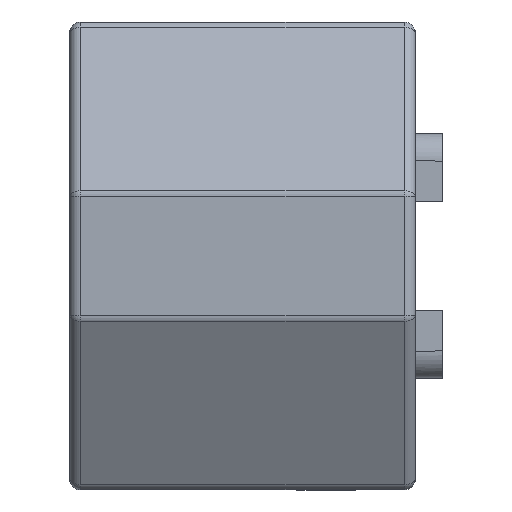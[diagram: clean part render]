
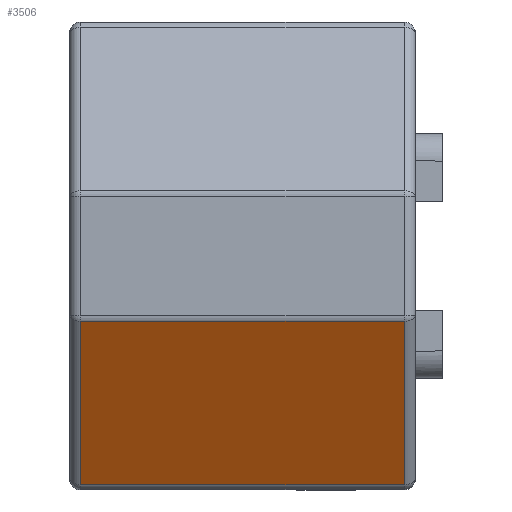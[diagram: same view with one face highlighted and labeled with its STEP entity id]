
A CAD part, left-side view. The second image highlights one B-rep face of the part: STEP entity #3506.
In plain terms, the highlighted planar face has unit normal (-0.866, 0, -0.5).
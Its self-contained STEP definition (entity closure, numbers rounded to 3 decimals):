
#39 = ORIENTED_EDGE ( 'NONE', *, *, #476, .T. ) ;
#169 = CARTESIAN_POINT ( 'NONE',  ( -16.973, 6.15, -1.199 ) ) ;
#224 = CARTESIAN_POINT ( 'NONE',  ( -15.24, 6.15, -4.2 ) ) ;
#475 = EDGE_LOOP ( 'NONE', ( #4144, #39, #1695, #2021 ) ) ;
#476 = EDGE_CURVE ( 'NONE', #5952, #3141, #2832, .T. ) ;
#857 = CARTESIAN_POINT ( 'NONE',  ( -15.24, 0.2, -4.2 ) ) ;
#981 = CARTESIAN_POINT ( 'NONE',  ( -13.249, -8.409, -7.649 ) ) ;
#1122 = EDGE_CURVE ( 'NONE', #6924, #5952, #5278, .T. ) ;
#1695 = ORIENTED_EDGE ( 'NONE', *, *, #3158, .T. ) ;
#1727 = PLANE ( 'NONE',  #8399 ) ;
#1844 = LINE ( 'NONE', #3126, #4163 ) ;
#2021 = ORIENTED_EDGE ( 'NONE', *, *, #4012, .T. ) ;
#2773 = CARTESIAN_POINT ( 'NONE',  ( -16.973, 0.2, -1.199 ) ) ;
#2832 = LINE ( 'NONE', #5488, #7947 ) ;
#3126 = CARTESIAN_POINT ( 'NONE',  ( -16.973, 6.35, -1.199 ) ) ;
#3141 = VERTEX_POINT ( 'NONE', #857 ) ;
#3158 = EDGE_CURVE ( 'NONE', #3141, #4108, #7339, .T. ) ;
#3506 = ADVANCED_FACE ( 'NONE', ( #6911 ), #1727, .T. ) ;
#3668 = DIRECTION ( 'NONE',  ( -0.5, 0., 0.866 ) ) ;
#4012 = EDGE_CURVE ( 'NONE', #4108, #6924, #1844, .T. ) ;
#4108 = VERTEX_POINT ( 'NONE', #2773 ) ;
#4144 = ORIENTED_EDGE ( 'NONE', *, *, #1122, .T. ) ;
#4163 = VECTOR ( 'NONE', #8386, 1000. ) ;
#5220 = VECTOR ( 'NONE', #5966, 1000. ) ;
#5232 = CARTESIAN_POINT ( 'NONE',  ( -15.183, 6.15, -4.3 ) ) ;
#5278 = LINE ( 'NONE', #5232, #5220 ) ;
#5488 = CARTESIAN_POINT ( 'NONE',  ( -15.24, 0., -4.2 ) ) ;
#5952 = VERTEX_POINT ( 'NONE', #224 ) ;
#5966 = DIRECTION ( 'NONE',  ( 0.5, 0., -0.866 ) ) ;
#6154 = CARTESIAN_POINT ( 'NONE',  ( -13.249, 0.2, -7.649 ) ) ;
#6911 = FACE_OUTER_BOUND ( 'NONE', #475, .T. ) ;
#6924 = VERTEX_POINT ( 'NONE', #169 ) ;
#7339 = LINE ( 'NONE', #6154, #7441 ) ;
#7441 = VECTOR ( 'NONE', #7985, 1000. ) ;
#7590 = DIRECTION ( 'NONE',  ( -0.866, 0., -0.5 ) ) ;
#7947 = VECTOR ( 'NONE', #8089, 1000. ) ;
#7985 = DIRECTION ( 'NONE',  ( -0.5, 0., 0.866 ) ) ;
#8089 = DIRECTION ( 'NONE',  ( 0., -1., 0. ) ) ;
#8386 = DIRECTION ( 'NONE',  ( 0., 1., 0. ) ) ;
#8399 = AXIS2_PLACEMENT_3D ( 'NONE', #981, #7590, #3668 ) ;
